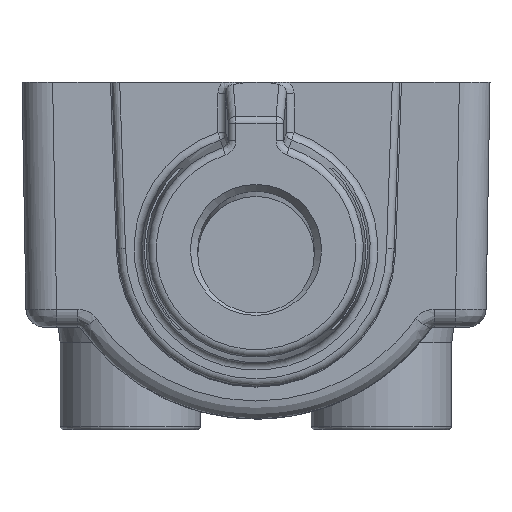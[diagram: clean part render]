
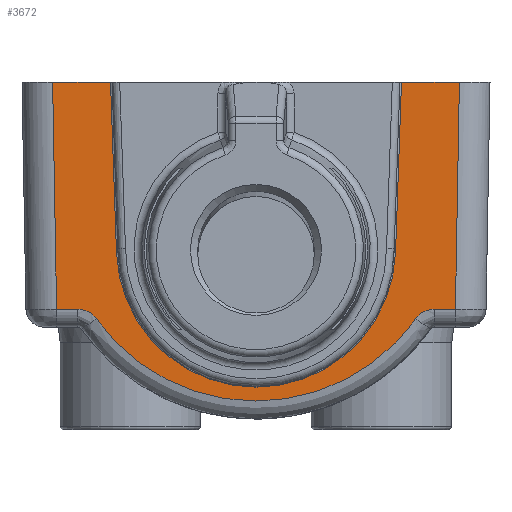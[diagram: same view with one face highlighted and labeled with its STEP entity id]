
A CAD part, front view. The second image highlights one B-rep face of the part: STEP entity #3672.
In plain terms, the highlighted planar face has unit normal (0, -1, -0.018).
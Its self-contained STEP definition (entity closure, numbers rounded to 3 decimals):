
#574=ELLIPSE('',#14393,1.5,1.5);
#575=ELLIPSE('',#14394,12.802,12.8);
#576=ELLIPSE('',#14395,1.5,1.5);
#615=LINE('',#19261,#1404);
#621=LINE('',#19277,#1410);
#733=LINE('',#19816,#1522);
#734=LINE('',#19820,#1523);
#1205=LINE('',#23182,#1994);
#1206=LINE('',#23184,#1995);
#1207=LINE('',#23192,#1996);
#1208=LINE('',#23194,#1997);
#1404=VECTOR('',#15345,1.);
#1410=VECTOR('',#15355,1.);
#1522=VECTOR('',#15775,1.);
#1523=VECTOR('',#15780,1.);
#1994=VECTOR('',#17823,1.);
#1995=VECTOR('',#17824,1.);
#1996=VECTOR('',#17831,1.);
#1997=VECTOR('',#17832,1.);
#3672=ADVANCED_FACE('',(#4664),#4089,.F.);
#4089=PLANE('',#14396);
#4664=FACE_OUTER_BOUND('',#5692,.T.);
#5692=EDGE_LOOP('',(#8588,#8589,#8590,#8591,#8592,#8593,#8594,#8595,#8596,
#8597,#8598,#8599));
#8588=ORIENTED_EDGE('',*,*,#10885,.T.);
#8589=ORIENTED_EDGE('',*,*,#12111,.T.);
#8590=ORIENTED_EDGE('',*,*,#12112,.T.);
#8591=ORIENTED_EDGE('',*,*,#12113,.T.);
#8592=ORIENTED_EDGE('',*,*,#12114,.T.);
#8593=ORIENTED_EDGE('',*,*,#12115,.T.);
#8594=ORIENTED_EDGE('',*,*,#12116,.T.);
#8595=ORIENTED_EDGE('',*,*,#12117,.T.);
#8596=ORIENTED_EDGE('',*,*,#10893,.T.);
#8597=ORIENTED_EDGE('',*,*,#11148,.T.);
#8598=ORIENTED_EDGE('',*,*,#11166,.T.);
#8599=ORIENTED_EDGE('',*,*,#11150,.T.);
#9745=VERTEX_POINT('',#19260);
#9746=VERTEX_POINT('',#19262);
#9753=VERTEX_POINT('',#19276);
#9754=VERTEX_POINT('',#19278);
#10001=VERTEX_POINT('',#19815);
#10003=VERTEX_POINT('',#19821);
#10500=VERTEX_POINT('',#23183);
#10501=VERTEX_POINT('',#23185);
#10502=VERTEX_POINT('',#23187);
#10503=VERTEX_POINT('',#23189);
#10504=VERTEX_POINT('',#23191);
#10505=VERTEX_POINT('',#23193);
#10885=EDGE_CURVE('',#9746,#9745,#615,.T.);
#10893=EDGE_CURVE('',#9754,#9753,#621,.T.);
#11148=EDGE_CURVE('',#9753,#10001,#733,.T.);
#11150=EDGE_CURVE('',#10003,#9746,#734,.T.);
#11166=EDGE_CURVE('',#10001,#10003,#12727,.T.);
#12111=EDGE_CURVE('',#9745,#10500,#1205,.T.);
#12112=EDGE_CURVE('',#10500,#10501,#1206,.T.);
#12113=EDGE_CURVE('',#10501,#10502,#574,.T.);
#12114=EDGE_CURVE('',#10502,#10503,#575,.T.);
#12115=EDGE_CURVE('',#10503,#10504,#576,.T.);
#12116=EDGE_CURVE('',#10504,#10505,#1207,.T.);
#12117=EDGE_CURVE('',#10505,#9754,#1208,.T.);
#12727=CIRCLE('',#13612,9.117);
#13612=AXIS2_PLACEMENT_3D('',#19891,#15799,#15800);
#14393=AXIS2_PLACEMENT_3D('',#23186,#17825,#17826);
#14394=AXIS2_PLACEMENT_3D('',#23188,#17827,#17828);
#14395=AXIS2_PLACEMENT_3D('',#23190,#17829,#17830);
#14396=AXIS2_PLACEMENT_3D('',#23195,#17833,#17834);
#15345=DIRECTION('',(-1.,0.,0.));
#15355=DIRECTION('',(-1.,0.,0.));
#15775=DIRECTION('',(-0.035,0.017,-0.999));
#15780=DIRECTION('',(-0.035,-0.017,0.999));
#15799=DIRECTION('',(0.,1.,0.017));
#15800=DIRECTION('',(0.,-0.017,1.));
#17823=DIRECTION('',(0.017,0.017,-1.));
#17824=DIRECTION('',(1.,0.,0.));
#17825=DIRECTION('',(0.,1.,0.017));
#17826=DIRECTION('',(0.,-0.017,1.));
#17827=DIRECTION('',(0.,-1.,-0.017));
#17828=DIRECTION('',(0.,-0.017,1.));
#17829=DIRECTION('',(0.,1.,0.017));
#17830=DIRECTION('',(0.,-0.017,1.));
#17831=DIRECTION('',(1.,0.,0.));
#17832=DIRECTION('',(0.017,-0.017,1.));
#17833=DIRECTION('',(0.,1.,0.017));
#17834=DIRECTION('',(0.,-0.017,1.));
#19260=CARTESIAN_POINT('',(-28.28,-3.68,16.));
#19261=CARTESIAN_POINT('',(0.,-3.68,16.));
#19262=CARTESIAN_POINT('',(-24.5,-3.68,16.));
#19276=CARTESIAN_POINT('',(-5.5,-3.68,16.));
#19277=CARTESIAN_POINT('',(0.,-3.68,16.));
#19278=CARTESIAN_POINT('',(-1.72,-3.68,16.));
#19815=CARTESIAN_POINT('',(-5.888,-3.486,4.884));
#19816=CARTESIAN_POINT('',(-5.888,-3.486,4.884));
#19820=CARTESIAN_POINT('',(-24.5,-3.68,15.997));
#19821=CARTESIAN_POINT('',(-24.112,-3.486,4.884));
#19891=CARTESIAN_POINT('',(-15.,-3.492,5.202));
#23182=CARTESIAN_POINT('',(-27.99,-3.391,-0.579));
#23183=CARTESIAN_POINT('',(-28.021,-3.421,1.179));
#23184=CARTESIAN_POINT('',(0.,-3.421,1.179));
#23185=CARTESIAN_POINT('',(-26.645,-3.421,1.179));
#23186=CARTESIAN_POINT('',(-26.645,-3.395,-0.321));
#23187=CARTESIAN_POINT('',(-25.423,-3.41,0.55));
#23188=CARTESIAN_POINT('',(-15.,-3.54,7.979));
#23189=CARTESIAN_POINT('',(-4.577,-3.41,0.55));
#23190=CARTESIAN_POINT('',(-3.355,-3.395,-0.321));
#23191=CARTESIAN_POINT('',(-3.355,-3.421,1.179));
#23192=CARTESIAN_POINT('',(0.,-3.421,1.179));
#23193=CARTESIAN_POINT('',(-1.979,-3.421,1.179));
#23194=CARTESIAN_POINT('',(-2.001,-3.4,-0.056));
#23195=CARTESIAN_POINT('',(0.,-3.399,-0.091));
